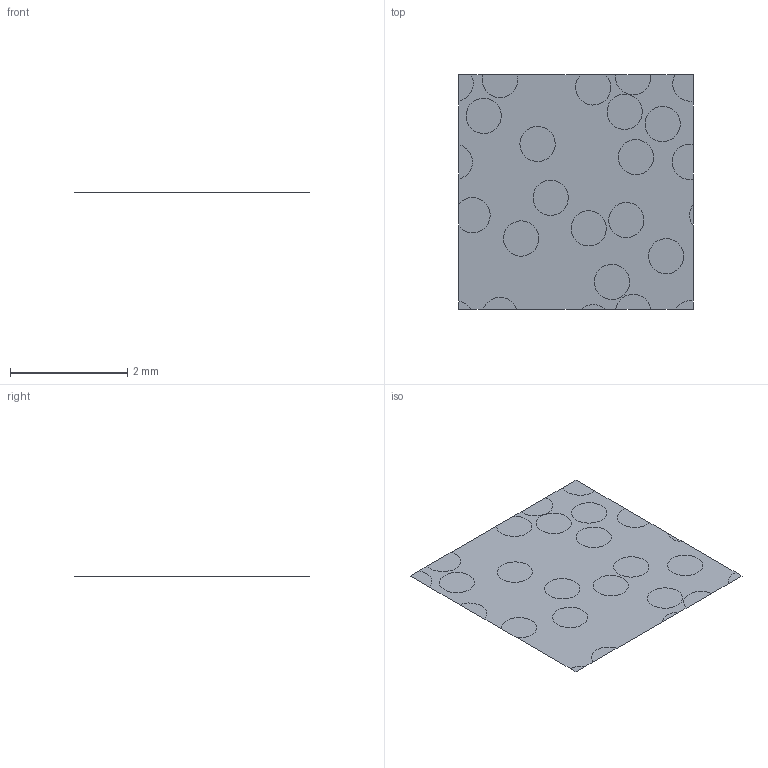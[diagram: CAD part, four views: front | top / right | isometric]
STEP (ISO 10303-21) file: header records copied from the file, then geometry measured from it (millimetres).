
FILE_DESCRIPTION(('Open CASCADE Model'),'2;1');
FILE_NAME('Open CASCADE Shape Model','2021-11-23T09:50:13',('Author'),( 'Open CASCADE'),'Open CASCADE STEP processor 7.6','Open CASCADE 7.6' ,'Unknown');
FILE_SCHEMA(('AUTOMOTIVE_DESIGN { 1 0 10303 214 1 1 1 1 }'));
Length unit declared in the file: millimetre
Products named in the file (27): Open CASCADE STEP translator 7.6 5; Open CASCADE STEP translator 7.6 5.1; Open CASCADE STEP translator 7.6 5.2; Open CASCADE STEP translator 7.6 5.3; Open CASCADE STEP translator 7.6 5.4; Open CASCADE STEP translator 7.6 5.5; Open CASCADE STEP translator 7.6 5.6; Open CASCADE STEP translator 7.6 5.7; Open CASCADE STEP translator 7.6 5.8; Open CASCADE STEP translator 7.6 5.9; Open CASCADE STEP translator 7.6 5.10; Open CASCADE STEP translator 7.6 5.11; Open CASCADE STEP translator 7.6 5.12; Open CASCADE STEP translator 7.6 5.13; Open CASCADE STEP translator 7.6 5.14; Open CASCADE STEP translator 7.6 5.15; Open CASCADE STEP translator 7.6 5.16; Open CASCADE STEP translator 7.6 5.17; Open CASCADE STEP translator 7.6 5.18; Open CASCADE STEP translator 7.6 5.19; Open CASCADE STEP translator 7.6 5.20; Open CASCADE STEP translator 7.6 5.21; Open CASCADE STEP translator 7.6 5.22; Open CASCADE STEP translator 7.6 5.23; Open CASCADE STEP translator 7.6 5.24; Open CASCADE STEP translator 7.6 5.25; Open CASCADE STEP translator 7.6 5.26
Assembly tree (26 placements, depth 2):
  Open CASCADE STEP translator 7.6 5
    Open CASCADE STEP translator 7.6 5.1
    Open CASCADE STEP translator 7.6 5.2
    Open CASCADE STEP translator 7.6 5.3
    Open CASCADE STEP translator 7.6 5.4
    Open CASCADE STEP translator 7.6 5.5
    Open CASCADE STEP translator 7.6 5.6
    Open CASCADE STEP translator 7.6 5.7
    Open CASCADE STEP translator 7.6 5.8
    Open CASCADE STEP translator 7.6 5.9
    Open CASCADE STEP translator 7.6 5.10
    Open CASCADE STEP translator 7.6 5.11
    Open CASCADE STEP translator 7.6 5.12
    Open CASCADE STEP translator 7.6 5.13
    Open CASCADE STEP translator 7.6 5.14
    Open CASCADE STEP translator 7.6 5.15
    Open CASCADE STEP translator 7.6 5.16
    Open CASCADE STEP translator 7.6 5.17
    Open CASCADE STEP translator 7.6 5.18
    Open CASCADE STEP translator 7.6 5.19
    Open CASCADE STEP translator 7.6 5.20
    Open CASCADE STEP translator 7.6 5.21
    Open CASCADE STEP translator 7.6 5.22
    Open CASCADE STEP translator 7.6 5.23
    Open CASCADE STEP translator 7.6 5.24
    Open CASCADE STEP translator 7.6 5.25
    Open CASCADE STEP translator 7.6 5.26
Bounding box: 4 x 4 x 0 mm (x, y, z)
Surface area: 16 mm2 (no closed solid volume)
Topology: 0 solids, 26 shells, 26 faces, 94 edges, 94 vertices
Faces by surface type: plane 26
Entity records: 2238 total; most frequent: DIRECTION 356, CARTESIAN_POINT 335, AXIS2_PLACEMENT_3D 115, ORIENTED_EDGE 94, EDGE_CURVE 94, VERTEX_POINT 94, SURFACE_CURVE 94, PCURVE 94
